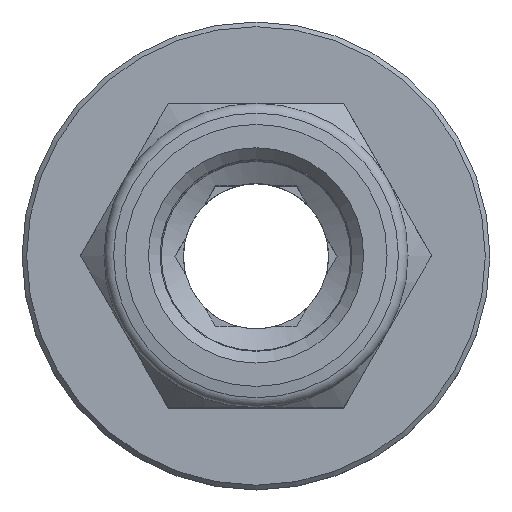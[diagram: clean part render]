
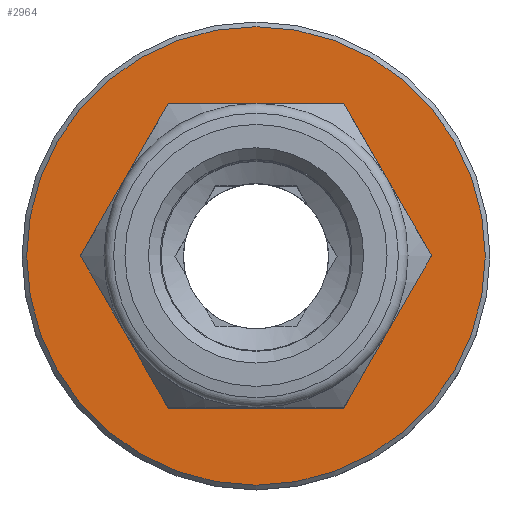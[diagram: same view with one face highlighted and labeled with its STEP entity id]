
A CAD part, top view. The second image highlights one B-rep face of the part: STEP entity #2964.
In plain terms, the highlighted face is planar.
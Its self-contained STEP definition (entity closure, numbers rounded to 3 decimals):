
#49=VECTOR('',#2345,1.);
#52=VECTOR('',#2354,1.);
#53=VECTOR('',#2355,1.);
#54=VECTOR('',#2356,1.);
#55=VECTOR('',#2357,1.);
#56=VECTOR('',#2358,1.);
#91=LINE('',#2665,#49);
#94=LINE('',#2674,#52);
#95=LINE('',#2676,#53);
#96=LINE('',#2678,#54);
#97=LINE('',#2680,#55);
#98=LINE('',#2681,#56);
#848=PLANE('',#2870);
#1007=ORIENTED_EDGE('',*,*,#1352,.T.);
#1008=ORIENTED_EDGE('',*,*,#1348,.F.);
#1009=ORIENTED_EDGE('',*,*,#1353,.F.);
#1010=ORIENTED_EDGE('',*,*,#1354,.F.);
#1011=ORIENTED_EDGE('',*,*,#1355,.F.);
#1012=ORIENTED_EDGE('',*,*,#1356,.F.);
#1013=ORIENTED_EDGE('',*,*,#1357,.F.);
#1175=CIRCLE('',#2871,9.8);
#1249=VERTEX_POINT('',#2663);
#1250=VERTEX_POINT('',#2664);
#1252=VERTEX_POINT('',#2671);
#1253=VERTEX_POINT('',#2673);
#1254=VERTEX_POINT('',#2675);
#1255=VERTEX_POINT('',#2677);
#1256=VERTEX_POINT('',#2679);
#1348=EDGE_CURVE('',#1249,#1250,#91,.T.);
#1352=EDGE_CURVE('',#1252,#1252,#1175,.T.);
#1353=EDGE_CURVE('',#1253,#1249,#94,.T.);
#1354=EDGE_CURVE('',#1254,#1253,#95,.T.);
#1355=EDGE_CURVE('',#1255,#1254,#96,.T.);
#1356=EDGE_CURVE('',#1256,#1255,#97,.T.);
#1357=EDGE_CURVE('',#1250,#1256,#98,.T.);
#1452=EDGE_LOOP('',(#1007));
#1453=EDGE_LOOP('',(#1008,#1009,#1010,#1011,#1012,#1013));
#1558=FACE_BOUND('',#1452,.T.);
#1559=FACE_BOUND('',#1453,.T.);
#2345=DIRECTION('',(0.,0.,-7.506));
#2350=DIRECTION('',(0.,1.,0.));
#2351=DIRECTION('',(1.,0.,0.));
#2352=DIRECTION('',(0.,1.,0.));
#2353=DIRECTION('',(-9.8,0.,0.));
#2354=DIRECTION('',(6.5,0.,-3.753));
#2355=DIRECTION('',(6.5,0.,3.753));
#2356=DIRECTION('',(0.,0.,7.506));
#2357=DIRECTION('',(-6.5,0.,3.753));
#2358=DIRECTION('',(-6.5,0.,-3.753));
#2663=CARTESIAN_POINT('',(100.17,100.28,3.753));
#2664=CARTESIAN_POINT('',(100.17,100.28,-3.753));
#2665=CARTESIAN_POINT('',(100.17,100.28,3.753));
#2670=CARTESIAN_POINT('',(83.87,100.28,0.));
#2671=CARTESIAN_POINT('',(83.87,100.28,0.));
#2672=CARTESIAN_POINT('',(93.67,100.28,0.));
#2673=CARTESIAN_POINT('',(93.67,100.28,7.506));
#2674=CARTESIAN_POINT('',(93.67,100.28,7.506));
#2675=CARTESIAN_POINT('',(87.17,100.28,3.753));
#2676=CARTESIAN_POINT('',(87.17,100.28,3.753));
#2677=CARTESIAN_POINT('',(87.17,100.28,-3.753));
#2678=CARTESIAN_POINT('',(87.17,100.28,-3.753));
#2679=CARTESIAN_POINT('',(93.67,100.28,-7.506));
#2680=CARTESIAN_POINT('',(93.67,100.28,-7.506));
#2681=CARTESIAN_POINT('',(100.17,100.28,-3.753));
#2870=AXIS2_PLACEMENT_3D('',#2670,#2350,#2351);
#2871=AXIS2_PLACEMENT_3D('',#2672,#2352,#2353);
#2964=ADVANCED_FACE('',(#1558,#1559),#848,.T.);
